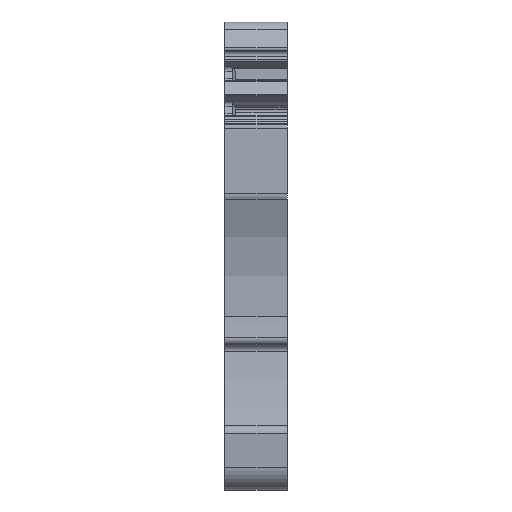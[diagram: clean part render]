
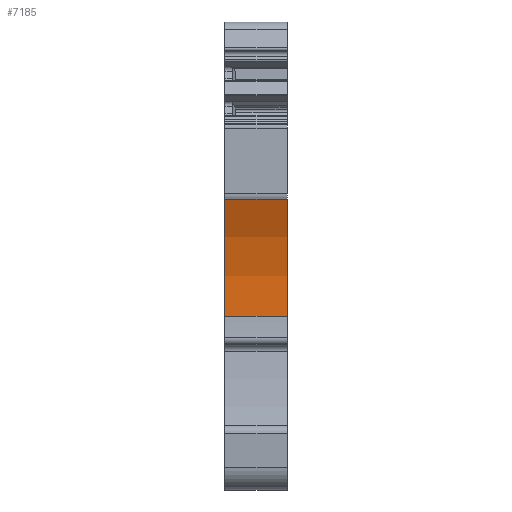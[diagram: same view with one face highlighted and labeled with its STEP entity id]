
A CAD part, front view. The second image highlights one B-rep face of the part: STEP entity #7185.
In plain terms, the highlighted cylindrical face has radius 20 mm (diameter 40 mm), a partial arc.
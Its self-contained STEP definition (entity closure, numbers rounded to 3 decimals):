
#1605=AXIS2_PLACEMENT_3D('Circle Axis2P3D',#1603,#1604,$) ;
#7165=AXIS2_PLACEMENT_3D('Cylinder Axis2P3D',#7162,#7163,#7164) ;
#7169=AXIS2_PLACEMENT_3D('Circle Axis2P3D',#7167,#7168,$) ;
#1600=CARTESIAN_POINT('Vertex',(5.1,0.266,23.842)) ;
#1603=CARTESIAN_POINT('Axis2P3D Location',(5.1,-17.93,15.54)) ;
#1607=CARTESIAN_POINT('Vertex',(5.1,2.028,14.25)) ;
#7147=CARTESIAN_POINT('Vertex',(0.,0.266,23.842)) ;
#7150=CARTESIAN_POINT('Line Origine',(2.19,0.266,23.842)) ;
#7162=CARTESIAN_POINT('Axis2P3D Location',(2.55,-17.93,15.54)) ;
#7167=CARTESIAN_POINT('Axis2P3D Location',(0.,-17.93,15.54)) ;
#7171=CARTESIAN_POINT('Vertex',(0.,2.028,14.25)) ;
#7174=CARTESIAN_POINT('Line Origine',(2.19,2.028,14.25)) ;
#1604=DIRECTION('Axis2P3D Direction',(1.,-0.,0.)) ;
#7151=DIRECTION('Vector Direction',(1.,0.,0.)) ;
#7163=DIRECTION('Axis2P3D Direction',(1.,-0.,0.)) ;
#7164=DIRECTION('Axis2P3D XDirection',(0.,0.998,-0.065)) ;
#7168=DIRECTION('Axis2P3D Direction',(1.,-0.,0.)) ;
#7175=DIRECTION('Vector Direction',(1.,0.,0.)) ;
#7152=VECTOR('Line Direction',#7151,1.) ;
#7176=VECTOR('Line Direction',#7175,1.) ;
#7180=ORIENTED_EDGE('',*,*,#7154,.F.) ;
#7181=ORIENTED_EDGE('',*,*,#7173,.T.) ;
#7182=ORIENTED_EDGE('',*,*,#7178,.T.) ;
#7183=ORIENTED_EDGE('',*,*,#1609,.F.) ;
#7185=ADVANCED_FACE('V1',(#7184),#7166,.F.) ;
#1606=CIRCLE('generated circle',#1605,20.) ;
#7170=CIRCLE('generated circle',#7169,20.) ;
#7166=CYLINDRICAL_SURFACE('generated cylinder',#7165,20.) ;
#1609=EDGE_CURVE('',#1601,#1608,#1606,.F.) ;
#7154=EDGE_CURVE('',#7148,#1601,#7153,.T.) ;
#7173=EDGE_CURVE('',#7148,#7172,#7170,.F.) ;
#7178=EDGE_CURVE('',#7172,#1608,#7177,.T.) ;
#7179=EDGE_LOOP('',(#7180,#7181,#7182,#7183)) ;
#7184=FACE_OUTER_BOUND('',#7179,.T.) ;
#7153=LINE('Line',#7150,#7152) ;
#7177=LINE('Line',#7174,#7176) ;
#1601=VERTEX_POINT('',#1600) ;
#1608=VERTEX_POINT('',#1607) ;
#7148=VERTEX_POINT('',#7147) ;
#7172=VERTEX_POINT('',#7171) ;
